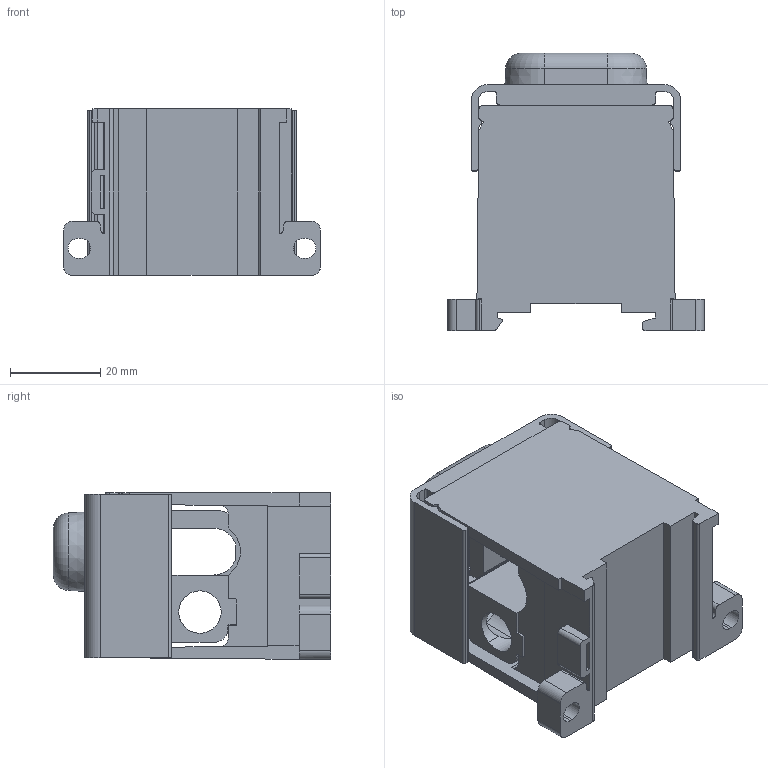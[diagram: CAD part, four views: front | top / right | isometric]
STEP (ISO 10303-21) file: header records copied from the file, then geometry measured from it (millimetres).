
FILE_DESCRIPTION((''),'2;1');
FILE_NAME('50-35','2024-02-19T',('dell'),(''),'PRO/ENGINEER BY PARAMETRIC TECHNOLOGY CORPORATION, 2013230','PRO/ENGINEER BY PARAMETRIC TECHNOLOGY CORPORATION, 2013230','');
FILE_SCHEMA(('AUTOMOTIVE_DESIGN { 1 0 10303 214 1 1 1 1 }'));
Length unit declared in the file: millimetre
Products named in the file (1): 50-35
Bounding box: 57 x 61.5 x 37 mm (x, y, z)
Volume: 54329.9 mm3; surface area: 25856 mm2
Topology: 1 solids, 1 shells, 256 faces, 770 edges, 504 vertices
Faces by surface type: plane 148, cylinder 104, cone 2, torus 2
Entity records: 8973 total; most frequent: CARTESIAN_POINT 1873, ORIENTED_EDGE 1540, DIRECTION 1410, EDGE_CURVE 770, VECTOR 538, LINE 538, VERTEX_POINT 504, AXIS2_PLACEMENT_3D 436
